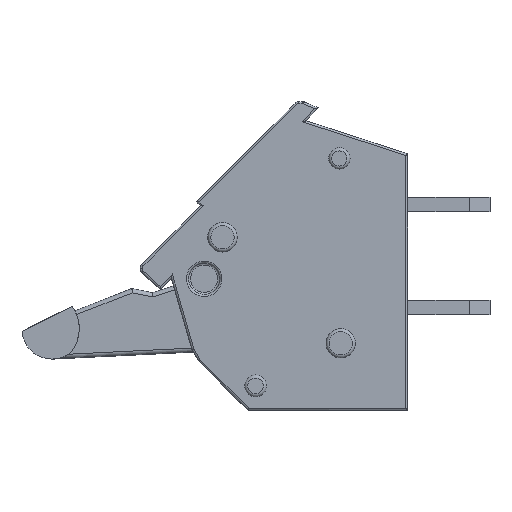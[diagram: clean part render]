
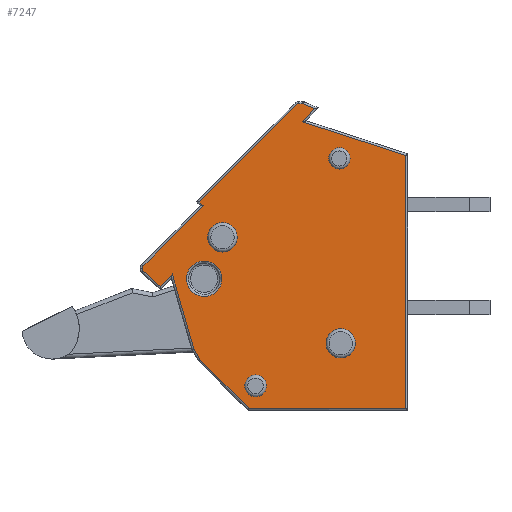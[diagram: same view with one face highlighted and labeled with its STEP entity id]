
A CAD part, left-side view. The second image highlights one B-rep face of the part: STEP entity #7247.
In plain terms, the highlighted planar face has unit normal (-1, 0, 0).
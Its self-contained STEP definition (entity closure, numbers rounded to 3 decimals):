
#54=FACE_BOUND('',#1288,.T.);
#55=FACE_BOUND('',#1289,.T.);
#56=FACE_BOUND('',#1290,.T.);
#57=FACE_BOUND('',#1291,.T.);
#58=FACE_BOUND('',#1292,.T.);
#193=CIRCLE('',#7903,0.861);
#197=CIRCLE('',#7909,0.15);
#198=CIRCLE('',#7910,0.15);
#199=CIRCLE('',#7911,0.15);
#200=CIRCLE('',#7912,0.15);
#201=CIRCLE('',#7913,0.715);
#202=CIRCLE('',#7914,0.531);
#203=CIRCLE('',#7915,0.518);
#204=CIRCLE('',#7916,0.71);
#470=PLANE('',#7908);
#850=FACE_OUTER_BOUND('',#1287,.T.);
#1287=EDGE_LOOP('',(#6403,#6404,#6405,#6406,#6407,#6408,#6409,#6410,#6411,
#6412,#6413,#6414,#6415,#6416,#6417,#6418,#6419,#6420,#6421));
#1288=EDGE_LOOP('',(#6422));
#1289=EDGE_LOOP('',(#6423));
#1290=EDGE_LOOP('',(#6424));
#1291=EDGE_LOOP('',(#6425));
#1292=EDGE_LOOP('',(#6426));
#2033=LINE('',#12068,#2784);
#2034=LINE('',#12072,#2785);
#2035=LINE('',#12076,#2786);
#2036=LINE('',#12078,#2787);
#2037=LINE('',#12080,#2788);
#2038=LINE('',#12084,#2789);
#2039=LINE('',#12088,#2790);
#2040=LINE('',#12090,#2791);
#2041=LINE('',#12092,#2792);
#2042=LINE('',#12094,#2793);
#2043=LINE('',#12096,#2794);
#2044=LINE('',#12098,#2795);
#2045=LINE('',#12100,#2796);
#2046=LINE('',#12102,#2797);
#2047=LINE('',#12103,#2798);
#2784=VECTOR('',#9845,10.);
#2785=VECTOR('',#9848,10.);
#2786=VECTOR('',#9851,10.);
#2787=VECTOR('',#9852,10.);
#2788=VECTOR('',#9853,10.);
#2789=VECTOR('',#9856,10.);
#2790=VECTOR('',#9859,10.);
#2791=VECTOR('',#9860,10.);
#2792=VECTOR('',#9861,10.);
#2793=VECTOR('',#9862,10.);
#2794=VECTOR('',#9863,10.);
#2795=VECTOR('',#9864,10.);
#2796=VECTOR('',#9865,10.);
#2797=VECTOR('',#9866,10.);
#2798=VECTOR('',#9867,10.);
#3520=VERTEX_POINT('',#12056);
#3523=VERTEX_POINT('',#12066);
#3524=VERTEX_POINT('',#12067);
#3525=VERTEX_POINT('',#12069);
#3526=VERTEX_POINT('',#12071);
#3527=VERTEX_POINT('',#12073);
#3528=VERTEX_POINT('',#12075);
#3529=VERTEX_POINT('',#12077);
#3530=VERTEX_POINT('',#12079);
#3531=VERTEX_POINT('',#12081);
#3532=VERTEX_POINT('',#12083);
#3533=VERTEX_POINT('',#12085);
#3534=VERTEX_POINT('',#12087);
#3535=VERTEX_POINT('',#12089);
#3536=VERTEX_POINT('',#12091);
#3537=VERTEX_POINT('',#12093);
#3538=VERTEX_POINT('',#12095);
#3539=VERTEX_POINT('',#12097);
#3540=VERTEX_POINT('',#12099);
#3541=VERTEX_POINT('',#12101);
#3542=VERTEX_POINT('',#12104);
#3543=VERTEX_POINT('',#12106);
#3544=VERTEX_POINT('',#12108);
#3545=VERTEX_POINT('',#12110);
#4489=EDGE_CURVE('',#3520,#3520,#193,.T.);
#4494=EDGE_CURVE('',#3523,#3524,#2033,.T.);
#4495=EDGE_CURVE('',#3525,#3523,#197,.T.);
#4496=EDGE_CURVE('',#3526,#3525,#2034,.T.);
#4497=EDGE_CURVE('',#3527,#3526,#198,.T.);
#4498=EDGE_CURVE('',#3528,#3527,#2035,.T.);
#4499=EDGE_CURVE('',#3529,#3528,#2036,.T.);
#4500=EDGE_CURVE('',#3530,#3529,#2037,.T.);
#4501=EDGE_CURVE('',#3531,#3530,#199,.T.);
#4502=EDGE_CURVE('',#3532,#3531,#2038,.T.);
#4503=EDGE_CURVE('',#3533,#3532,#200,.T.);
#4504=EDGE_CURVE('',#3534,#3533,#2039,.T.);
#4505=EDGE_CURVE('',#3535,#3534,#2040,.T.);
#4506=EDGE_CURVE('',#3536,#3535,#2041,.T.);
#4507=EDGE_CURVE('',#3537,#3536,#2042,.T.);
#4508=EDGE_CURVE('',#3538,#3537,#2043,.T.);
#4509=EDGE_CURVE('',#3539,#3538,#2044,.T.);
#4510=EDGE_CURVE('',#3540,#3539,#2045,.T.);
#4511=EDGE_CURVE('',#3541,#3540,#2046,.T.);
#4512=EDGE_CURVE('',#3524,#3541,#2047,.T.);
#4513=EDGE_CURVE('',#3542,#3542,#201,.T.);
#4514=EDGE_CURVE('',#3543,#3543,#202,.T.);
#4515=EDGE_CURVE('',#3544,#3544,#203,.T.);
#4516=EDGE_CURVE('',#3545,#3545,#204,.T.);
#6403=ORIENTED_EDGE('',*,*,#4494,.F.);
#6404=ORIENTED_EDGE('',*,*,#4495,.F.);
#6405=ORIENTED_EDGE('',*,*,#4496,.F.);
#6406=ORIENTED_EDGE('',*,*,#4497,.F.);
#6407=ORIENTED_EDGE('',*,*,#4498,.F.);
#6408=ORIENTED_EDGE('',*,*,#4499,.F.);
#6409=ORIENTED_EDGE('',*,*,#4500,.F.);
#6410=ORIENTED_EDGE('',*,*,#4501,.F.);
#6411=ORIENTED_EDGE('',*,*,#4502,.F.);
#6412=ORIENTED_EDGE('',*,*,#4503,.F.);
#6413=ORIENTED_EDGE('',*,*,#4504,.F.);
#6414=ORIENTED_EDGE('',*,*,#4505,.F.);
#6415=ORIENTED_EDGE('',*,*,#4506,.F.);
#6416=ORIENTED_EDGE('',*,*,#4507,.F.);
#6417=ORIENTED_EDGE('',*,*,#4508,.F.);
#6418=ORIENTED_EDGE('',*,*,#4509,.F.);
#6419=ORIENTED_EDGE('',*,*,#4510,.F.);
#6420=ORIENTED_EDGE('',*,*,#4511,.F.);
#6421=ORIENTED_EDGE('',*,*,#4512,.F.);
#6422=ORIENTED_EDGE('',*,*,#4513,.T.);
#6423=ORIENTED_EDGE('',*,*,#4514,.T.);
#6424=ORIENTED_EDGE('',*,*,#4515,.T.);
#6425=ORIENTED_EDGE('',*,*,#4516,.T.);
#6426=ORIENTED_EDGE('',*,*,#4489,.F.);
#7247=ADVANCED_FACE('',(#850,#54,#55,#56,#57,#58),#470,.T.);
#7903=AXIS2_PLACEMENT_3D('',#12057,#9832,#9833);
#7908=AXIS2_PLACEMENT_3D('',#12065,#9843,#9844);
#7909=AXIS2_PLACEMENT_3D('',#12070,#9846,#9847);
#7910=AXIS2_PLACEMENT_3D('',#12074,#9849,#9850);
#7911=AXIS2_PLACEMENT_3D('',#12082,#9854,#9855);
#7912=AXIS2_PLACEMENT_3D('',#12086,#9857,#9858);
#7913=AXIS2_PLACEMENT_3D('',#12105,#9868,#9869);
#7914=AXIS2_PLACEMENT_3D('',#12107,#9870,#9871);
#7915=AXIS2_PLACEMENT_3D('',#12109,#9872,#9873);
#7916=AXIS2_PLACEMENT_3D('',#12111,#9874,#9875);
#9832=DIRECTION('center_axis',(-1.,0.,0.));
#9833=DIRECTION('ref_axis',(0.,0.,-1.));
#9843=DIRECTION('center_axis',(-1.,0.,0.));
#9844=DIRECTION('ref_axis',(0.,0.,1.));
#9845=DIRECTION('',(0.,-0.924,-0.383));
#9846=DIRECTION('center_axis',(1.,0.,0.));
#9847=DIRECTION('ref_axis',(0.,-0.195,0.981));
#9848=DIRECTION('',(0.,-1.,0.));
#9849=DIRECTION('center_axis',(1.,0.,0.));
#9850=DIRECTION('ref_axis',(0.,0.383,0.924));
#9851=DIRECTION('',(0.,-0.706,0.708));
#9852=DIRECTION('',(0.,0.708,0.706));
#9853=DIRECTION('',(0.,-0.706,0.708));
#9854=DIRECTION('center_axis',(1.,0.,0.));
#9855=DIRECTION('ref_axis',(0.,0.924,0.382));
#9856=DIRECTION('',(0.,0.,1.));
#9857=DIRECTION('center_axis',(1.,0.,0.));
#9858=DIRECTION('ref_axis',(0.,0.915,-0.403));
#9859=DIRECTION('',(0.,0.737,0.676));
#9860=DIRECTION('',(0.,0.676,-0.737));
#9861=DIRECTION('',(0.,0.278,0.96));
#9862=DIRECTION('',(0.,0.504,0.864));
#9863=DIRECTION('',(0.,0.708,0.706));
#9864=DIRECTION('',(0.,1.,0.));
#9865=DIRECTION('',(0.,0.,-1.));
#9866=DIRECTION('',(0.,-0.951,-0.309));
#9867=DIRECTION('',(0.,0.676,-0.737));
#9868=DIRECTION('center_axis',(1.,0.,0.));
#9869=DIRECTION('ref_axis',(0.,0.,-1.));
#9870=DIRECTION('center_axis',(1.,0.,0.));
#9871=DIRECTION('ref_axis',(0.,0.,-1.));
#9872=DIRECTION('center_axis',(1.,0.,0.));
#9873=DIRECTION('ref_axis',(0.,0.,-1.));
#9874=DIRECTION('center_axis',(1.,0.,0.));
#9875=DIRECTION('ref_axis',(0.,0.,-1.));
#12056=CARTESIAN_POINT('',(-3.45,9.882,-0.244));
#12057=CARTESIAN_POINT('Origin',(-3.45,9.882,-1.105));
#12065=CARTESIAN_POINT('Origin',(-3.45,0.252,-1.222));
#12066=CARTESIAN_POINT('',(-3.45,5.062,7.389));
#12067=CARTESIAN_POINT('',(-3.45,4.514,7.161));
#12068=CARTESIAN_POINT('',(-3.45,1.146,5.763));
#12069=CARTESIAN_POINT('',(-3.45,5.119,7.4));
#12070=CARTESIAN_POINT('Origin',(-3.45,5.119,7.25));
#12071=CARTESIAN_POINT('',(-3.45,5.289,7.4));
#12072=CARTESIAN_POINT('',(-3.45,2.686,7.4));
#12073=CARTESIAN_POINT('',(-3.45,5.396,7.356));
#12074=CARTESIAN_POINT('Origin',(-3.45,5.289,7.25));
#12075=CARTESIAN_POINT('',(-3.45,10.113,2.627));
#12076=CARTESIAN_POINT('',(-3.45,6.257,6.492));
#12077=CARTESIAN_POINT('',(-3.45,9.93,2.444));
#12078=CARTESIAN_POINT('',(-3.45,6.715,-0.763));
#12079=CARTESIAN_POINT('',(-3.45,12.856,-0.489));
#12080=CARTESIAN_POINT('',(-3.45,8.468,3.91));
#12081=CARTESIAN_POINT('',(-3.45,12.9,-0.595));
#12082=CARTESIAN_POINT('Origin',(-3.45,12.75,-0.595));
#12083=CARTESIAN_POINT('',(-3.45,12.9,-0.623));
#12084=CARTESIAN_POINT('',(-3.45,12.9,-0.908));
#12085=CARTESIAN_POINT('',(-3.45,12.851,-0.733));
#12086=CARTESIAN_POINT('Origin',(-3.45,12.75,-0.623));
#12087=CARTESIAN_POINT('',(-3.45,12.013,-1.502));
#12088=CARTESIAN_POINT('',(-3.45,9.306,-3.983));
#12089=CARTESIAN_POINT('',(-3.45,11.436,-0.872));
#12090=CARTESIAN_POINT('',(-3.45,9.292,1.467));
#12091=CARTESIAN_POINT('',(-3.45,10.375,-4.532));
#12092=CARTESIAN_POINT('',(-3.45,10.931,-2.614));
#12093=CARTESIAN_POINT('',(-3.45,10.088,-5.023));
#12094=CARTESIAN_POINT('',(-3.45,9.812,-5.495));
#12095=CARTESIAN_POINT('',(-3.45,7.705,-7.4));
#12096=CARTESIAN_POINT('',(-3.45,8.578,-6.53));
#12097=CARTESIAN_POINT('',(-3.45,0.1,-7.4));
#12098=CARTESIAN_POINT('',(-3.45,0.376,-7.4));
#12099=CARTESIAN_POINT('',(-3.45,0.1,4.89));
#12100=CARTESIAN_POINT('',(-3.45,0.1,-4.361));
#12101=CARTESIAN_POINT('',(-3.45,5.104,6.518));
#12102=CARTESIAN_POINT('',(-3.45,-0.765,4.608));
#12103=CARTESIAN_POINT('',(-3.45,5.871,5.681));
#12104=CARTESIAN_POINT('',(-3.45,8.994,1.625));
#12105=CARTESIAN_POINT('Origin',(-3.45,8.994,0.909));
#12106=CARTESIAN_POINT('',(-3.45,7.388,-5.78));
#12107=CARTESIAN_POINT('Origin',(-3.45,7.388,-6.311));
#12108=CARTESIAN_POINT('',(-3.45,3.316,5.256));
#12109=CARTESIAN_POINT('Origin',(-3.45,3.316,4.738));
#12110=CARTESIAN_POINT('',(-3.45,3.252,-3.532));
#12111=CARTESIAN_POINT('Origin',(-3.45,3.252,-4.242));
